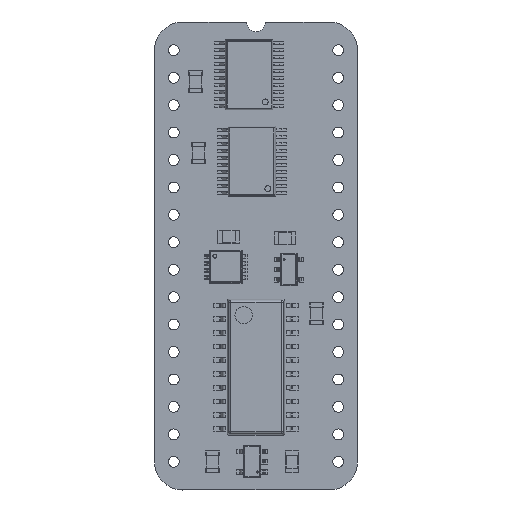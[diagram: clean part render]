
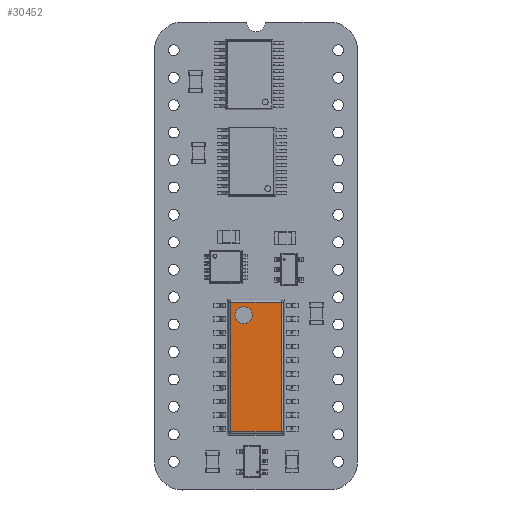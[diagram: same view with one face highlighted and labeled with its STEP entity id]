
A CAD part, top view. The second image highlights one B-rep face of the part: STEP entity #30452.
In plain terms, the highlighted planar face has unit normal (0, 0, 1).
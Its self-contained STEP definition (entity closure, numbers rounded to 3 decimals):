
#28720 = CYLINDRICAL_SURFACE('',#28721,0.2);
#28721 = AXIS2_PLACEMENT_3D('',#28722,#28723,#28724);
#28722 = CARTESIAN_POINT('',(2.332,-5.982,1.8));
#28723 = DIRECTION('',(0.,1.,0.));
#28724 = DIRECTION('',(0.,0.,1.));
#28849 = CYLINDRICAL_SURFACE('',#28850,0.2);
#28850 = AXIS2_PLACEMENT_3D('',#28851,#28852,#28853);
#28851 = CARTESIAN_POINT('',(-2.332,-5.982,1.8));
#28852 = DIRECTION('',(1.,0.,0.));
#28853 = DIRECTION('',(0.,0.,1.));
#30238 = CYLINDRICAL_SURFACE('',#30239,0.2);
#30239 = AXIS2_PLACEMENT_3D('',#30240,#30241,#30242);
#30240 = CARTESIAN_POINT('',(2.332,5.982,1.8));
#30241 = DIRECTION('',(-1.,0.,0.));
#30242 = DIRECTION('',(0.,0.,1.));
#30330 = VERTEX_POINT('',#30331);
#30331 = CARTESIAN_POINT('',(2.332,5.982,2.));
#30402 = VERTEX_POINT('',#30403);
#30403 = CARTESIAN_POINT('',(2.332,-5.982,2.));
#30427 = EDGE_CURVE('',#30402,#30330,#30428,.T.);
#30428 = SURFACE_CURVE('',#30429,(#30433,#30440),.PCURVE_S1.);
#30429 = LINE('',#30430,#30431);
#30430 = CARTESIAN_POINT('',(2.332,-5.982,2.));
#30431 = VECTOR('',#30432,1.);
#30432 = DIRECTION('',(0.,1.,0.));
#30433 = PCURVE('',#28720,#30434);
#30434 = DEFINITIONAL_REPRESENTATION('',(#30435),#30439);
#30435 = LINE('',#30436,#30437);
#30436 = CARTESIAN_POINT('',(0.,0.));
#30437 = VECTOR('',#30438,1.);
#30438 = DIRECTION('',(0.,1.));
#30439 = ( GEOMETRIC_REPRESENTATION_CONTEXT(2) 
PARAMETRIC_REPRESENTATION_CONTEXT() REPRESENTATION_CONTEXT('2D SPACE',''
  ) );
#30440 = PCURVE('',#30441,#30446);
#30441 = PLANE('',#30442);
#30442 = AXIS2_PLACEMENT_3D('',#30443,#30444,#30445);
#30443 = CARTESIAN_POINT('',(0.,0.,2.));
#30444 = DIRECTION('',(0.,0.,1.));
#30445 = DIRECTION('',(0.,-1.,0.));
#30446 = DEFINITIONAL_REPRESENTATION('',(#30447),#30451);
#30447 = LINE('',#30448,#30449);
#30448 = CARTESIAN_POINT('',(5.982,2.332));
#30449 = VECTOR('',#30450,1.);
#30450 = DIRECTION('',(-1.,0.));
#30451 = ( GEOMETRIC_REPRESENTATION_CONTEXT(2) 
PARAMETRIC_REPRESENTATION_CONTEXT() REPRESENTATION_CONTEXT('2D SPACE',''
  ) );
#30452 = ADVANCED_FACE('',(#30453,#30528),#30441,.T.);
#30453 = FACE_BOUND('',#30454,.T.);
#30454 = EDGE_LOOP('',(#30455,#30478,#30479,#30502));
#30455 = ORIENTED_EDGE('',*,*,#30456,.T.);
#30456 = EDGE_CURVE('',#30457,#30402,#30459,.T.);
#30457 = VERTEX_POINT('',#30458);
#30458 = CARTESIAN_POINT('',(-2.332,-5.982,2.));
#30459 = SURFACE_CURVE('',#30460,(#30464,#30471),.PCURVE_S1.);
#30460 = LINE('',#30461,#30462);
#30461 = CARTESIAN_POINT('',(-2.332,-5.982,2.));
#30462 = VECTOR('',#30463,1.);
#30463 = DIRECTION('',(1.,0.,0.));
#30464 = PCURVE('',#30441,#30465);
#30465 = DEFINITIONAL_REPRESENTATION('',(#30466),#30470);
#30466 = LINE('',#30467,#30468);
#30467 = CARTESIAN_POINT('',(5.982,-2.332));
#30468 = VECTOR('',#30469,1.);
#30469 = DIRECTION('',(0.,1.));
#30470 = ( GEOMETRIC_REPRESENTATION_CONTEXT(2) 
PARAMETRIC_REPRESENTATION_CONTEXT() REPRESENTATION_CONTEXT('2D SPACE',''
  ) );
#30471 = PCURVE('',#28849,#30472);
#30472 = DEFINITIONAL_REPRESENTATION('',(#30473),#30477);
#30473 = LINE('',#30474,#30475);
#30474 = CARTESIAN_POINT('',(0.,0.));
#30475 = VECTOR('',#30476,1.);
#30476 = DIRECTION('',(0.,1.));
#30477 = ( GEOMETRIC_REPRESENTATION_CONTEXT(2) 
PARAMETRIC_REPRESENTATION_CONTEXT() REPRESENTATION_CONTEXT('2D SPACE',''
  ) );
#30478 = ORIENTED_EDGE('',*,*,#30427,.T.);
#30479 = ORIENTED_EDGE('',*,*,#30480,.T.);
#30480 = EDGE_CURVE('',#30330,#30481,#30483,.T.);
#30481 = VERTEX_POINT('',#30482);
#30482 = CARTESIAN_POINT('',(-2.332,5.982,2.));
#30483 = SURFACE_CURVE('',#30484,(#30488,#30495),.PCURVE_S1.);
#30484 = LINE('',#30485,#30486);
#30485 = CARTESIAN_POINT('',(2.332,5.982,2.));
#30486 = VECTOR('',#30487,1.);
#30487 = DIRECTION('',(-1.,0.,0.));
#30488 = PCURVE('',#30441,#30489);
#30489 = DEFINITIONAL_REPRESENTATION('',(#30490),#30494);
#30490 = LINE('',#30491,#30492);
#30491 = CARTESIAN_POINT('',(-5.982,2.332));
#30492 = VECTOR('',#30493,1.);
#30493 = DIRECTION('',(0.,-1.));
#30494 = ( GEOMETRIC_REPRESENTATION_CONTEXT(2) 
PARAMETRIC_REPRESENTATION_CONTEXT() REPRESENTATION_CONTEXT('2D SPACE',''
  ) );
#30495 = PCURVE('',#30238,#30496);
#30496 = DEFINITIONAL_REPRESENTATION('',(#30497),#30501);
#30497 = LINE('',#30498,#30499);
#30498 = CARTESIAN_POINT('',(0.,0.));
#30499 = VECTOR('',#30500,1.);
#30500 = DIRECTION('',(0.,1.));
#30501 = ( GEOMETRIC_REPRESENTATION_CONTEXT(2) 
PARAMETRIC_REPRESENTATION_CONTEXT() REPRESENTATION_CONTEXT('2D SPACE',''
  ) );
#30502 = ORIENTED_EDGE('',*,*,#30503,.T.);
#30503 = EDGE_CURVE('',#30481,#30457,#30504,.T.);
#30504 = SURFACE_CURVE('',#30505,(#30509,#30516),.PCURVE_S1.);
#30505 = LINE('',#30506,#30507);
#30506 = CARTESIAN_POINT('',(-2.332,5.982,2.));
#30507 = VECTOR('',#30508,1.);
#30508 = DIRECTION('',(0.,-1.,0.));
#30509 = PCURVE('',#30441,#30510);
#30510 = DEFINITIONAL_REPRESENTATION('',(#30511),#30515);
#30511 = LINE('',#30512,#30513);
#30512 = CARTESIAN_POINT('',(-5.982,-2.332));
#30513 = VECTOR('',#30514,1.);
#30514 = DIRECTION('',(1.,0.));
#30515 = ( GEOMETRIC_REPRESENTATION_CONTEXT(2) 
PARAMETRIC_REPRESENTATION_CONTEXT() REPRESENTATION_CONTEXT('2D SPACE',''
  ) );
#30516 = PCURVE('',#30517,#30522);
#30517 = CYLINDRICAL_SURFACE('',#30518,0.2);
#30518 = AXIS2_PLACEMENT_3D('',#30519,#30520,#30521);
#30519 = CARTESIAN_POINT('',(-2.332,6.15,1.8));
#30520 = DIRECTION('',(0.,-1.,0.));
#30521 = DIRECTION('',(0.,0.,1.));
#30522 = DEFINITIONAL_REPRESENTATION('',(#30523),#30527);
#30523 = LINE('',#30524,#30525);
#30524 = CARTESIAN_POINT('',(0.,0.168));
#30525 = VECTOR('',#30526,1.);
#30526 = DIRECTION('',(0.,1.));
#30527 = ( GEOMETRIC_REPRESENTATION_CONTEXT(2) 
PARAMETRIC_REPRESENTATION_CONTEXT() REPRESENTATION_CONTEXT('2D SPACE',''
  ) );
#30528 = FACE_BOUND('',#30529,.T.);
#30529 = EDGE_LOOP('',(#30530,#30561));
#30530 = ORIENTED_EDGE('',*,*,#30531,.F.);
#30531 = EDGE_CURVE('',#30532,#30534,#30536,.T.);
#30532 = VERTEX_POINT('',#30533);
#30533 = CARTESIAN_POINT('',(-1.15,5.6,2.));
#30534 = VERTEX_POINT('',#30535);
#30535 = CARTESIAN_POINT('',(-1.15,4.,2.));
#30536 = SURFACE_CURVE('',#30537,(#30542,#30549),.PCURVE_S1.);
#30537 = CIRCLE('',#30538,0.8);
#30538 = AXIS2_PLACEMENT_3D('',#30539,#30540,#30541);
#30539 = CARTESIAN_POINT('',(-1.15,4.8,2.));
#30540 = DIRECTION('',(0.,-0.,1.));
#30541 = DIRECTION('',(0.,1.,0.));
#30542 = PCURVE('',#30441,#30543);
#30543 = DEFINITIONAL_REPRESENTATION('',(#30544),#30548);
#30544 = CIRCLE('',#30545,0.8);
#30545 = AXIS2_PLACEMENT_2D('',#30546,#30547);
#30546 = CARTESIAN_POINT('',(-4.8,-1.15));
#30547 = DIRECTION('',(-1.,0.));
#30548 = ( GEOMETRIC_REPRESENTATION_CONTEXT(2) 
PARAMETRIC_REPRESENTATION_CONTEXT() REPRESENTATION_CONTEXT('2D SPACE',''
  ) );
#30549 = PCURVE('',#30550,#30555);
#30550 = CYLINDRICAL_SURFACE('',#30551,0.8);
#30551 = AXIS2_PLACEMENT_3D('',#30552,#30553,#30554);
#30552 = CARTESIAN_POINT('',(-1.15,4.8,2.));
#30553 = DIRECTION('',(0.,0.,1.));
#30554 = DIRECTION('',(0.,-1.,0.));
#30555 = DEFINITIONAL_REPRESENTATION('',(#30556),#30560);
#30556 = LINE('',#30557,#30558);
#30557 = CARTESIAN_POINT('',(3.142,0.));
#30558 = VECTOR('',#30559,1.);
#30559 = DIRECTION('',(1.,0.));
#30560 = ( GEOMETRIC_REPRESENTATION_CONTEXT(2) 
PARAMETRIC_REPRESENTATION_CONTEXT() REPRESENTATION_CONTEXT('2D SPACE',''
  ) );
#30561 = ORIENTED_EDGE('',*,*,#30562,.F.);
#30562 = EDGE_CURVE('',#30534,#30532,#30563,.T.);
#30563 = SURFACE_CURVE('',#30564,(#30569,#30576),.PCURVE_S1.);
#30564 = CIRCLE('',#30565,0.8);
#30565 = AXIS2_PLACEMENT_3D('',#30566,#30567,#30568);
#30566 = CARTESIAN_POINT('',(-1.15,4.8,2.));
#30567 = DIRECTION('',(-0.,0.,1.));
#30568 = DIRECTION('',(0.,-1.,0.));
#30569 = PCURVE('',#30441,#30570);
#30570 = DEFINITIONAL_REPRESENTATION('',(#30571),#30575);
#30571 = CIRCLE('',#30572,0.8);
#30572 = AXIS2_PLACEMENT_2D('',#30573,#30574);
#30573 = CARTESIAN_POINT('',(-4.8,-1.15));
#30574 = DIRECTION('',(1.,0.));
#30575 = ( GEOMETRIC_REPRESENTATION_CONTEXT(2) 
PARAMETRIC_REPRESENTATION_CONTEXT() REPRESENTATION_CONTEXT('2D SPACE',''
  ) );
#30576 = PCURVE('',#30577,#30582);
#30577 = CYLINDRICAL_SURFACE('',#30578,0.8);
#30578 = AXIS2_PLACEMENT_3D('',#30579,#30580,#30581);
#30579 = CARTESIAN_POINT('',(-1.15,4.8,2.));
#30580 = DIRECTION('',(0.,0.,1.));
#30581 = DIRECTION('',(0.,-1.,0.));
#30582 = DEFINITIONAL_REPRESENTATION('',(#30583),#30587);
#30583 = LINE('',#30584,#30585);
#30584 = CARTESIAN_POINT('',(0.,0.));
#30585 = VECTOR('',#30586,1.);
#30586 = DIRECTION('',(1.,0.));
#30587 = ( GEOMETRIC_REPRESENTATION_CONTEXT(2) 
PARAMETRIC_REPRESENTATION_CONTEXT() REPRESENTATION_CONTEXT('2D SPACE',''
  ) );
